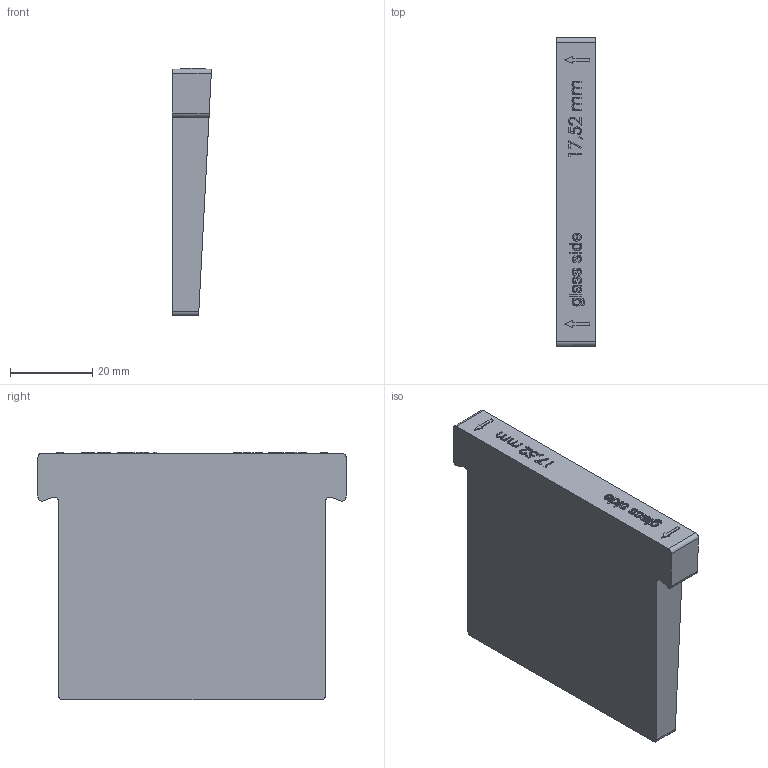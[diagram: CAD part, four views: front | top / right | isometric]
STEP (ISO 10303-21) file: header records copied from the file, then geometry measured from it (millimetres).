
FILE_DESCRIPTION (( 'STEP AP214' ), '1' );
FILE_NAME ('A19-0004-plast 17,52.STEP', '2022-09-28T07:47:39', ( '' ), ( '' ), 'SwSTEP 2.0', 'SolidWorks 2019', '' );
FILE_SCHEMA (( 'AUTOMOTIVE_DESIGN' ));
Length unit declared in the file: millimetre
Products named in the file (1): A19-0004-plast 17,52
Bounding box: 9.5 x 75 x 60.2 mm (x, y, z)
Volume: 15669.3 mm3; surface area: 15887.4 mm2
Topology: 1 solids, 1 shells, 335 faces, 882 edges, 588 vertices
Faces by surface type: plane 208, cylinder 73, bspline 54
Entity records: 13860 total; most frequent: CARTESIAN_POINT 6036, ORIENTED_EDGE 1764, DIRECTION 1340, EDGE_CURVE 882, LINE 628, VECTOR 628, VERTEX_POINT 588, EDGE_LOOP 374
